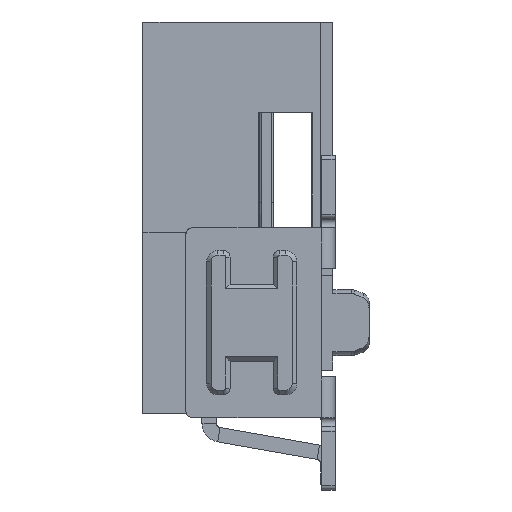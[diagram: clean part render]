
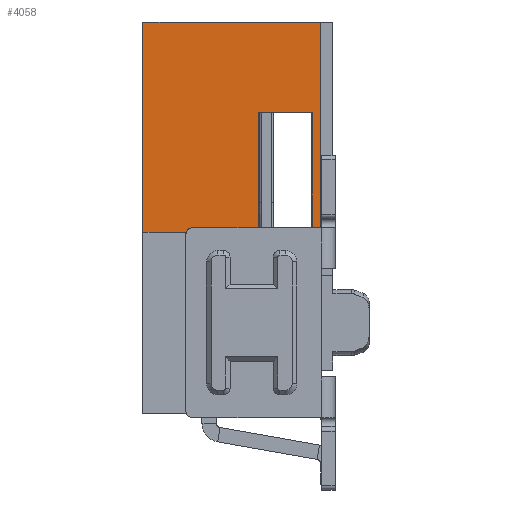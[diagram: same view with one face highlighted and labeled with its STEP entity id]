
A CAD part, left-side view. The second image highlights one B-rep face of the part: STEP entity #4058.
In plain terms, the highlighted planar face has unit normal (-1, 0, 0).
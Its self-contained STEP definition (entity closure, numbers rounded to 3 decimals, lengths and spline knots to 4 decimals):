
#3990=AXIS2_PLACEMENT_3D('Plane Axis2P3D',#3987,#3988,#3989) ;
#1159=CARTESIAN_POINT('Vertex',(1.165,2.455,8.35)) ;
#1162=CARTESIAN_POINT('Line Origine',(1.165,2.455,7.025)) ;
#1166=CARTESIAN_POINT('Vertex',(1.165,2.455,5.7)) ;
#3969=CARTESIAN_POINT('Vertex',(1.165,1.255,8.35)) ;
#3972=CARTESIAN_POINT('Line Origine',(1.165,1.855,8.35)) ;
#3987=CARTESIAN_POINT('Axis2P3D Location',(1.165,5.7655,3.997)) ;
#3992=CARTESIAN_POINT('Line Origine',(1.165,1.075,7.55)) ;
#3996=CARTESIAN_POINT('Vertex',(1.165,1.075,4.75)) ;
#3998=CARTESIAN_POINT('Vertex',(1.165,1.075,10.35)) ;
#4001=CARTESIAN_POINT('Line Origine',(1.165,3.0375,10.35)) ;
#4005=CARTESIAN_POINT('Vertex',(1.165,5.,10.35)) ;
#4008=CARTESIAN_POINT('Line Origine',(1.165,5.,8.025)) ;
#4012=CARTESIAN_POINT('Vertex',(1.165,5.,5.7)) ;
#4015=CARTESIAN_POINT('Line Origine',(1.165,3.7275,5.7)) ;
#4020=CARTESIAN_POINT('Line Origine',(1.165,1.255,7.025)) ;
#4024=CARTESIAN_POINT('Vertex',(1.165,1.255,5.7)) ;
#4027=CARTESIAN_POINT('Line Origine',(1.165,1.2275,5.7)) ;
#4031=CARTESIAN_POINT('Vertex',(1.165,1.2,5.7)) ;
#4034=CARTESIAN_POINT('Line Origine',(1.165,1.2,5.225)) ;
#4038=CARTESIAN_POINT('Vertex',(1.165,1.2,4.75)) ;
#4041=CARTESIAN_POINT('Line Origine',(1.165,1.1375,4.75)) ;
#1163=DIRECTION('Vector Direction',(0.,0.,1.)) ;
#3973=DIRECTION('Vector Direction',(0.,-1.,0.)) ;
#3988=DIRECTION('Axis2P3D Direction',(-1.,0.,0.)) ;
#3989=DIRECTION('Axis2P3D XDirection',(0.,-1.,0.)) ;
#3993=DIRECTION('Vector Direction',(0.,0.,1.)) ;
#4002=DIRECTION('Vector Direction',(0.,-1.,0.)) ;
#4009=DIRECTION('Vector Direction',(0.,0.,-1.)) ;
#4016=DIRECTION('Vector Direction',(0.,-1.,0.)) ;
#4021=DIRECTION('Vector Direction',(0.,0.,-1.)) ;
#4028=DIRECTION('Vector Direction',(0.,-1.,0.)) ;
#4035=DIRECTION('Vector Direction',(0.,0.,-1.)) ;
#4042=DIRECTION('Vector Direction',(0.,-1.,0.)) ;
#1164=VECTOR('Line Direction',#1163,1.) ;
#3974=VECTOR('Line Direction',#3973,1.) ;
#3994=VECTOR('Line Direction',#3993,1.) ;
#4003=VECTOR('Line Direction',#4002,1.) ;
#4010=VECTOR('Line Direction',#4009,1.) ;
#4017=VECTOR('Line Direction',#4016,1.) ;
#4022=VECTOR('Line Direction',#4021,1.) ;
#4029=VECTOR('Line Direction',#4028,1.) ;
#4036=VECTOR('Line Direction',#4035,1.) ;
#4043=VECTOR('Line Direction',#4042,1.) ;
#4047=ORIENTED_EDGE('',*,*,#4000,.T.) ;
#4048=ORIENTED_EDGE('',*,*,#4007,.F.) ;
#4049=ORIENTED_EDGE('',*,*,#4014,.T.) ;
#4050=ORIENTED_EDGE('',*,*,#4019,.T.) ;
#4051=ORIENTED_EDGE('',*,*,#1168,.T.) ;
#4052=ORIENTED_EDGE('',*,*,#3976,.T.) ;
#4053=ORIENTED_EDGE('',*,*,#4026,.T.) ;
#4054=ORIENTED_EDGE('',*,*,#4033,.T.) ;
#4055=ORIENTED_EDGE('',*,*,#4040,.T.) ;
#4056=ORIENTED_EDGE('',*,*,#4045,.T.) ;
#4058=ADVANCED_FACE('Hauptk\X2\00F6\X0\rper',(#4057),#3991,.T.) ;
#1168=EDGE_CURVE('',#1167,#1160,#1165,.T.) ;
#3976=EDGE_CURVE('',#1160,#3970,#3975,.T.) ;
#4000=EDGE_CURVE('',#3997,#3999,#3995,.T.) ;
#4007=EDGE_CURVE('',#4006,#3999,#4004,.T.) ;
#4014=EDGE_CURVE('',#4006,#4013,#4011,.T.) ;
#4019=EDGE_CURVE('',#4013,#1167,#4018,.T.) ;
#4026=EDGE_CURVE('',#3970,#4025,#4023,.T.) ;
#4033=EDGE_CURVE('',#4025,#4032,#4030,.T.) ;
#4040=EDGE_CURVE('',#4032,#4039,#4037,.T.) ;
#4045=EDGE_CURVE('',#4039,#3997,#4044,.T.) ;
#4046=EDGE_LOOP('',(#4047,#4048,#4049,#4050,#4051,#4052,#4053,#4054,#4055,#4056)) ;
#4057=FACE_OUTER_BOUND('',#4046,.T.) ;
#1165=LINE('Line',#1162,#1164) ;
#3975=LINE('Line',#3972,#3974) ;
#3995=LINE('Line',#3992,#3994) ;
#4004=LINE('Line',#4001,#4003) ;
#4011=LINE('Line',#4008,#4010) ;
#4018=LINE('Line',#4015,#4017) ;
#4023=LINE('Line',#4020,#4022) ;
#4030=LINE('Line',#4027,#4029) ;
#4037=LINE('Line',#4034,#4036) ;
#4044=LINE('Line',#4041,#4043) ;
#3991=PLANE('',#3990) ;
#1160=VERTEX_POINT('',#1159) ;
#1167=VERTEX_POINT('',#1166) ;
#3970=VERTEX_POINT('',#3969) ;
#3997=VERTEX_POINT('',#3996) ;
#3999=VERTEX_POINT('',#3998) ;
#4006=VERTEX_POINT('',#4005) ;
#4013=VERTEX_POINT('',#4012) ;
#4025=VERTEX_POINT('',#4024) ;
#4032=VERTEX_POINT('',#4031) ;
#4039=VERTEX_POINT('',#4038) ;
